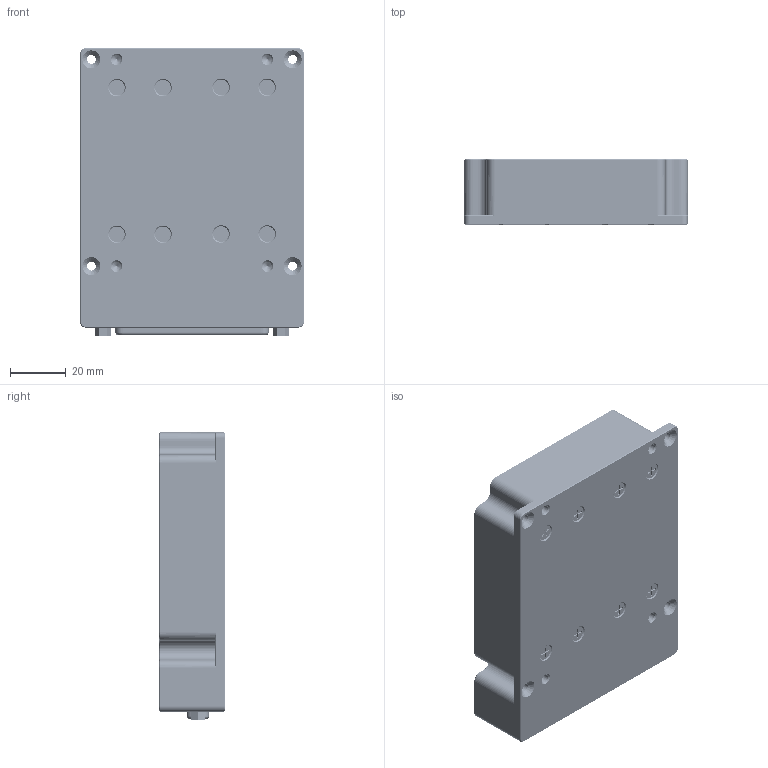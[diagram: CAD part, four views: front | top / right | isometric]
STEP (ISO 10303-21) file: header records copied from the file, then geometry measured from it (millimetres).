
FILE_DESCRIPTION (( 'STEP AP214' ), '1' );
FILE_NAME ('KMRM01.STEP', '2023-07-18T12:12:31', ( '' ), ( '' ), 'SwSTEP 2.0', 'SolidWorks 2021', '' );
FILE_SCHEMA (( 'AUTOMOTIVE_DESIGN' ));
Products named in the file (1): KMRM01
Bounding box: 80 x 23.4 x 102.9 mm (x, y, z)
Volume: 53622.4 mm3; surface area: 59595.9 mm2
Topology: 1 solids, 8 shells, 5404 faces, 14226 edges, 9231 vertices
Faces by surface type: plane 2579, bspline 1527, cone 602, cylinder 540, torus 156
Full cylindrical faces by diameter (mm): 0.6 x37, 0.7 x37, 1.01 x74, 1.2 x37, 1.5 x37, 1.6 x38, 2.6 x11, 2.85 x2, 3.048 x2, 3.15 x11, 3.2 x2, 3.4 x10, 4 x2, 4.3 x2, 6 x3, 7 x1
Entity records: 198237 total; most frequent: CARTESIAN_POINT 79366, ORIENTED_EDGE 27112, DIRECTION 19004, EDGE_CURVE 13556, VERTEX_POINT 9133, LINE 7442, VECTOR 7442, EDGE_LOOP 6615
